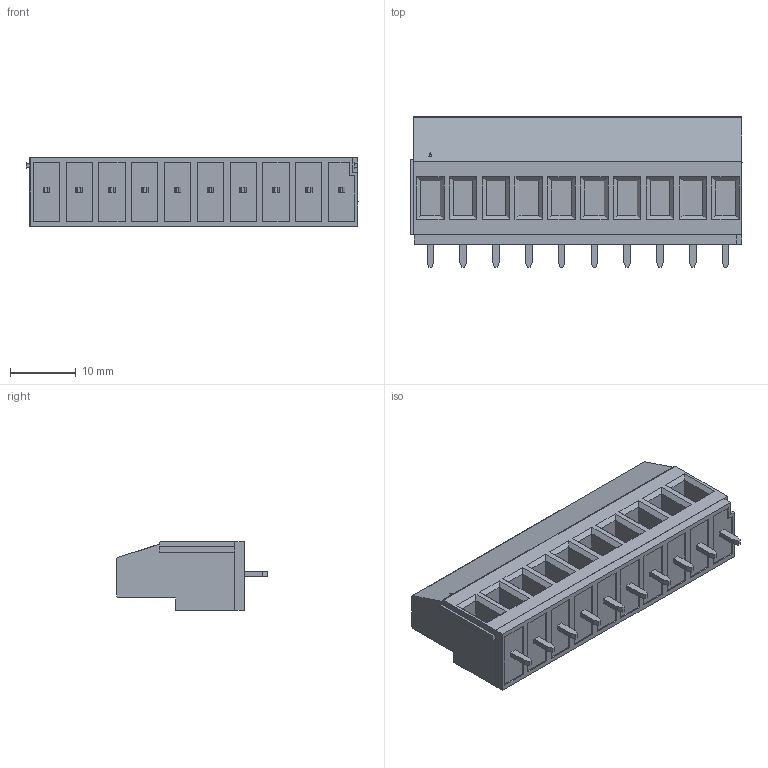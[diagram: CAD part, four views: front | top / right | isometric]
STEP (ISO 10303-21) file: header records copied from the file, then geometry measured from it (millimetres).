
FILE_DESCRIPTION (( 'STEP AP214' ), '1' );
FILE_NAME ('DG129-5.0-10P-14-00AH.STEP', '2021-01-12T19:31:30', ( '' ), ( '' ), 'SwSTEP 2.0', 'SolidWorks 2020', '' );
FILE_SCHEMA (( 'AUTOMOTIVE_DESIGN' ));
Length unit declared in the file: millimetre
Products named in the file (1): DG129-5.0-10P-14-00AH
Bounding box: 50.6 x 23 x 10.5 mm (x, y, z)
Volume: 7435.1 mm3; surface area: 5379.3 mm2
Topology: 1 solids, 1 shells, 906 faces, 2299 edges, 1490 vertices
Faces by surface type: plane 540, bspline 199, cylinder 99, torus 50, cone 18
Entity records: 42628 total; most frequent: CARTESIAN_POINT 15927, ORIENTED_EDGE 4598, DIRECTION 3673, EDGE_CURVE 2299, VECTOR 1505, LINE 1505, VERTEX_POINT 1490, AXIS2_PLACEMENT_3D 1084
